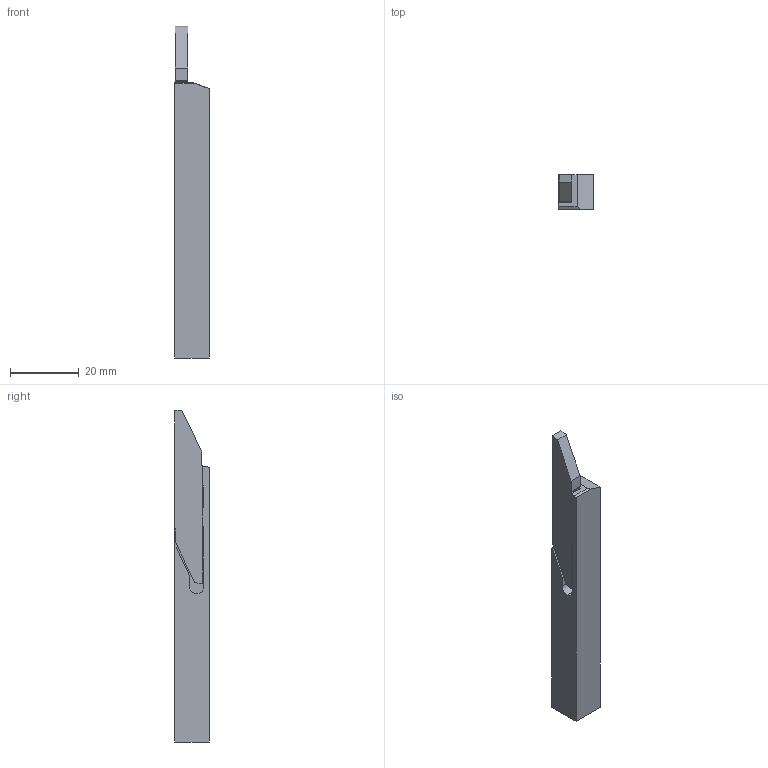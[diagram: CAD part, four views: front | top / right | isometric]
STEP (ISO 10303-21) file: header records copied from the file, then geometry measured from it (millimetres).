
FILE_DESCRIPTION (( 'STEP AP214' ), '1' );
FILE_NAME ('CUT-93-32.step', '2017-05-12T07:57:54', ( '' ), ( '' ), 'SwSTEP 2.0', 'SolidWorks 2016', '' );
FILE_SCHEMA (( 'AUTOMOTIVE_DESIGN' ));
Length unit declared in the file: millimetre
Products named in the file (1): CUT-93-32
Bounding box: 10 x 10 x 96.5 mm (x, y, z)
Volume: 8139.1 mm3; surface area: 4053.5 mm2
Topology: 1 solids, 1 shells, 45 faces, 127 edges, 84 vertices
Faces by surface type: plane 36, cylinder 9
Entity records: 1708 total; most frequent: CARTESIAN_POINT 263, ORIENTED_EDGE 254, DIRECTION 235, EDGE_CURVE 127, LINE 107, VECTOR 107, VERTEX_POINT 84, AXIS2_PLACEMENT_3D 64
